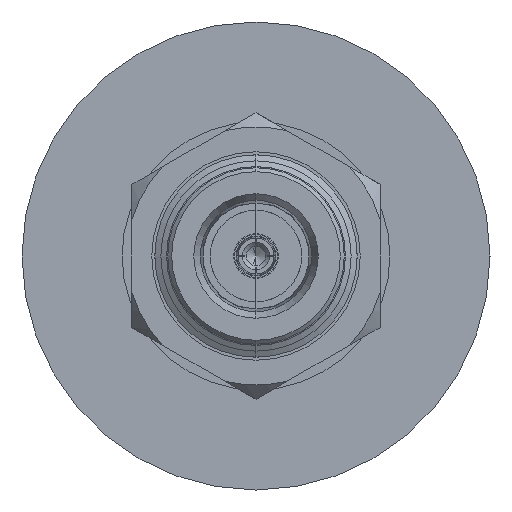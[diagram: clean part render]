
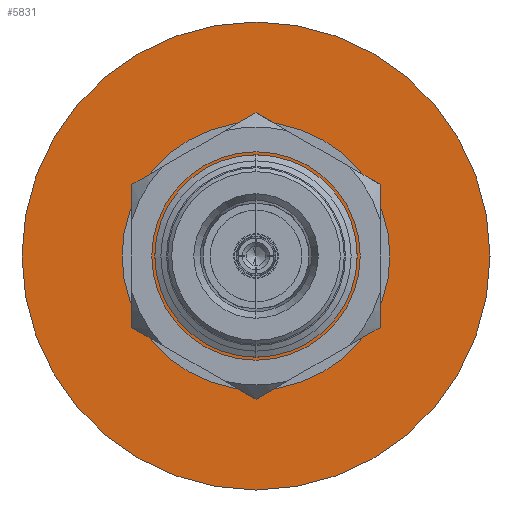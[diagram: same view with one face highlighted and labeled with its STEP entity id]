
A CAD part, left-side view. The second image highlights one B-rep face of the part: STEP entity #5831.
In plain terms, the highlighted planar face has unit normal (-1, 0, 0).
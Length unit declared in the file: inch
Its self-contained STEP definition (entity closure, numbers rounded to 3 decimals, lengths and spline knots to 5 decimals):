
#6 = VERTEX_POINT ( 'NONE', #1646 ) ;
#11 = EDGE_CURVE ( 'NONE', #6, #18, #1644, .T. ) ;
#18 = VERTEX_POINT ( 'NONE', #1681 ) ;
#67 = EDGE_LOOP ( 'NONE', ( #107, #115 ) ) ;
#106 = EDGE_CURVE ( 'NONE', #18, #6, #1851, .T. ) ;
#107 = ORIENTED_EDGE ( 'NONE', *, *, #106, .T. ) ;
#115 = ORIENTED_EDGE ( 'NONE', *, *, #11, .T. ) ;
#1629 = AXIS2_PLACEMENT_3D ( 'NONE', #1699, #1698, #1697 ) ;
#1644 = CIRCLE ( 'NONE', #1629, 0.7075 ) ;
#1646 = CARTESIAN_POINT ( 'NONE',  ( -11.585, 0., 0.7075 ) ) ;
#1681 = CARTESIAN_POINT ( 'NONE',  ( -11.585, 0., -0.7075 ) ) ;
#1697 = DIRECTION ( 'NONE',  ( 0., 0., 1. ) ) ;
#1698 = DIRECTION ( 'NONE',  ( -1., 0., 0. ) ) ;
#1699 = CARTESIAN_POINT ( 'NONE',  ( -11.585, 0., 0. ) ) ;
#1820 = CARTESIAN_POINT ( 'NONE',  ( -11.585, 0., 0. ) ) ;
#1851 = CIRCLE ( 'NONE', #1875, 0.7075 ) ;
#1873 = DIRECTION ( 'NONE',  ( 0., 0., 1. ) ) ;
#1874 = DIRECTION ( 'NONE',  ( -1., 0., 0. ) ) ;
#1875 = AXIS2_PLACEMENT_3D ( 'NONE', #1820, #1874, #1873 ) ;
#4748 = FACE_OUTER_BOUND ( 'NONE', #67, .T. ) ;
#4767 = PLANE ( 'NONE',  #4778 ) ;
#4778 = AXIS2_PLACEMENT_3D ( 'NONE', #4832, #4831, #4830 ) ;
#4830 = DIRECTION ( 'NONE',  ( 0., 0., 1. ) ) ;
#4831 = DIRECTION ( 'NONE',  ( -1., 0., 0. ) ) ;
#4832 = CARTESIAN_POINT ( 'NONE',  ( -11.585, 0., 0. ) ) ;
#5831 = ADVANCED_FACE ( 'NONE', ( #4748 ), #4767, .T. ) ;
